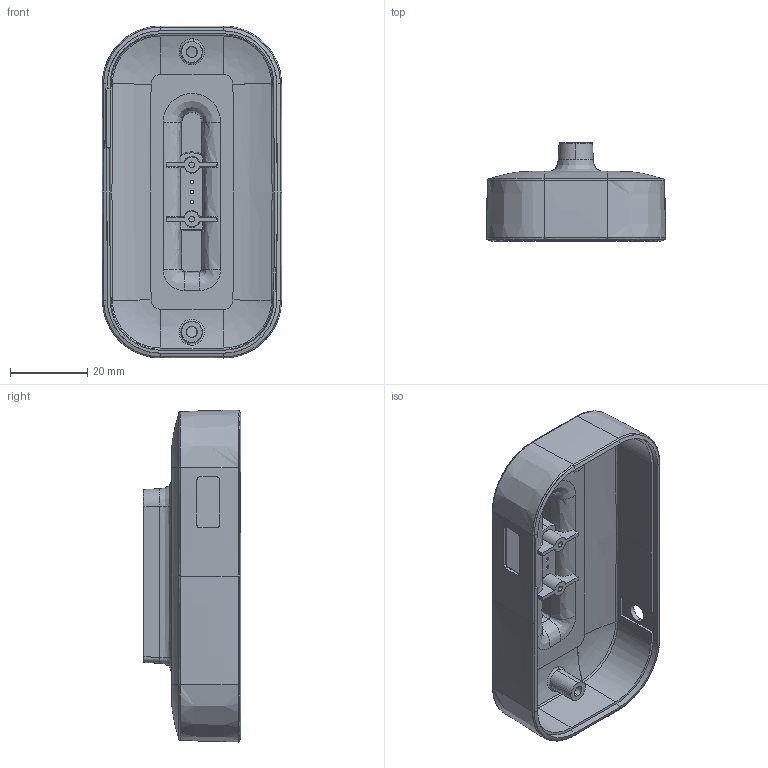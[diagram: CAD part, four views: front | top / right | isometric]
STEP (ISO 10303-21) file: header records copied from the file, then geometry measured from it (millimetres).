
FILE_DESCRIPTION(/* description */ (''),/* implementation_level */ '2;1');
FILE_NAME(/* name */ 'S2.1.1 Top cover',/* time_stamp */ '2014-12-16T14:39:27+00:00',/* author */ (''),/* organization */ (''),/* preprocessor_version */ 'ST-DEVELOPER v15',/* originating_system */ '',/* authorisation */ '');
FILE_SCHEMA (('AUTOMOTIVE_DESIGN'));
Length unit declared in the file: millimetre
Products named in the file (1): Document
Bounding box: 46.48 x 25.29 x 85.74 mm (x, y, z)
Surface area: 15985.5 mm2 (no closed solid volume)
Topology: 0 solids, 1 shells, 236 faces, 653 edges, 373 vertices
Faces by surface type: bspline 173, plane 63
Entity records: 24335 total; most frequent: CARTESIAN_POINT 20542, ORIENTED_EDGE 1196, EDGE_CURVE 653, B_SPLINE_CURVE_WITH_KNOTS 540, VERTEX_POINT 373, EDGE_LOOP 255, ADVANCED_FACE 236, FACE_OUTER_BOUND 236
